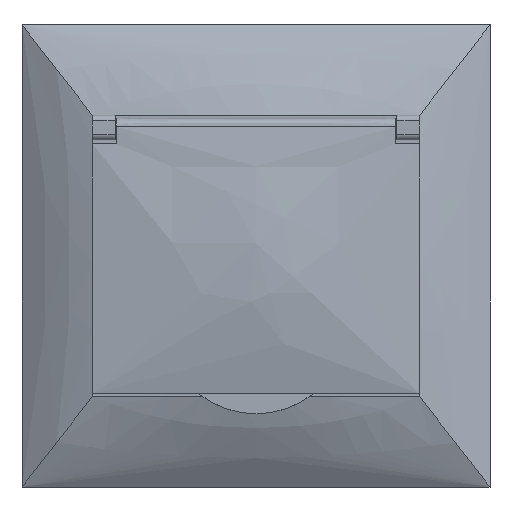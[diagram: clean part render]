
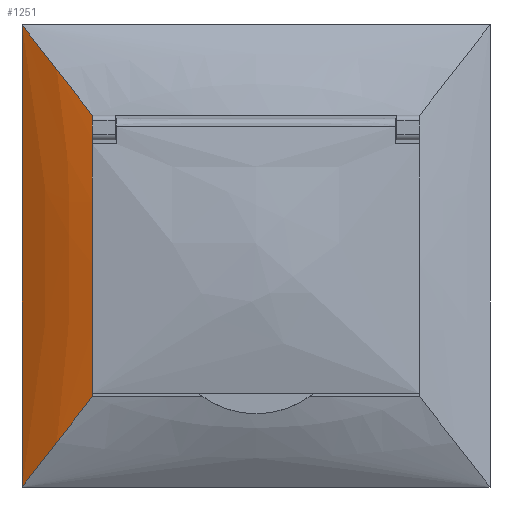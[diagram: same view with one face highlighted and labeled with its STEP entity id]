
A CAD part, top view. The second image highlights one B-rep face of the part: STEP entity #1251.
In plain terms, the highlighted free-form (B-spline) face has degree [3, 3] with [4, 4] control points.
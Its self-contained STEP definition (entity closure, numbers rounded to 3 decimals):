
#57 = CARTESIAN_POINT ( 'NONE',  ( -28.5, 5.303, 11.827 ) ) ;
#401 = CARTESIAN_POINT ( 'NONE',  ( -28.5, 20.2, 11.355 ) ) ;
#447 = B_SPLINE_CURVE_WITH_KNOTS ( 'NONE', 3,
 ( #9188, #3370, #478, #5536 ),
 .UNSPECIFIED., .F., .F.,
 ( 4, 4 ),
 ( 0.455, 1. ),
 .UNSPECIFIED. ) ;
#478 = CARTESIAN_POINT ( 'NONE',  ( -36.762, -35.122, 7.554 ) ) ;
#596 = VERTEX_POINT ( 'NONE', #696 ) ;
#681 = CARTESIAN_POINT ( 'NONE',  ( -17.939, 10.917, 14. ) ) ;
#696 = CARTESIAN_POINT ( 'NONE',  ( -28.5, -24.497, 11.171 ) ) ;
#802 = CARTESIAN_POINT ( 'NONE',  ( -28.5, -5.876, 11.821 ) ) ;
#823 = CARTESIAN_POINT ( 'NONE',  ( -40.75, 40.25, 5. ) ) ;
#905 = EDGE_CURVE ( 'NONE', #4477, #596, #1315, .T. ) ;
#1251 = ADVANCED_FACE ( 'NONE', ( #5315 ), #8093, .T. ) ;
#1275 = CARTESIAN_POINT ( 'NONE',  ( -40.75, -40.25, 5. ) ) ;
#1315 = B_SPLINE_CURVE_WITH_KNOTS ( 'NONE', 3,
 ( #8035, #2967, #4414, #57, #5117, #802, #5852, #1523, #6601, #2274 ),
 .UNSPECIFIED., .F., .F.,
 ( 4, 2, 2, 2, 4 ),
 ( 0.004, 0.015, 0.027, 0.038, 0.049 ),
 .UNSPECIFIED. ) ;
#1405 = CARTESIAN_POINT ( 'NONE',  ( -33.435, 30.843, 9.685 ) ) ;
#1523 = CARTESIAN_POINT ( 'NONE',  ( -28.5, -17.051, 11.49 ) ) ;
#2113 = CARTESIAN_POINT ( 'NONE',  ( -40.75, -40.25, 5. ) ) ;
#2274 = CARTESIAN_POINT ( 'NONE',  ( -28.5, -24.497, 11.171 ) ) ;
#2338 = CARTESIAN_POINT ( 'NONE',  ( -28.5, 24.497, 11.171 ) ) ;
#2846 = CARTESIAN_POINT ( 'NONE',  ( -28.48, -7.373, 12.713 ) ) ;
#2967 = CARTESIAN_POINT ( 'NONE',  ( -28.5, 16.477, 11.508 ) ) ;
#3040 = LINE ( 'NONE', #8715, #3251 ) ;
#3057 = ORIENTED_EDGE ( 'NONE', *, *, #905, .F. ) ;
#3246 = CARTESIAN_POINT ( 'NONE',  ( -28.5, 24.497, 11.171 ) ) ;
#3251 = VECTOR ( 'NONE', #6488, 1000. ) ;
#3288 = CARTESIAN_POINT ( 'NONE',  ( -28.5, 23.065, 11.234 ) ) ;
#3370 = CARTESIAN_POINT ( 'NONE',  ( -32.667, -29.856, 9.616 ) ) ;
#3424 = ORIENTED_EDGE ( 'NONE', *, *, #4609, .F. ) ;
#3561 = CARTESIAN_POINT ( 'NONE',  ( -40.75, -13.417, 5. ) ) ;
#3633 = B_SPLINE_CURVE_WITH_KNOTS ( 'NONE', 3,
 ( #3246, #7589, #3983, #9063 ),
 .UNSPECIFIED., .F., .F.,
 ( 4, 4 ),
 ( 0.455, 1. ),
 .UNSPECIFIED. ) ;
#3664 = VERTEX_POINT ( 'NONE', #2338 ) ;
#3666 = EDGE_LOOP ( 'NONE', ( #4223, #7836, #6249, #3424, #3057 ) ) ;
#3983 = CARTESIAN_POINT ( 'NONE',  ( -36.762, 35.122, 7.554 ) ) ;
#3998 = EDGE_CURVE ( 'NONE', #3664, #4477, #6241, .T. ) ;
#4223 = ORIENTED_EDGE ( 'NONE', *, *, #3998, .F. ) ;
#4298 = CARTESIAN_POINT ( 'NONE',  ( -28.48, 7.373, 12.713 ) ) ;
#4414 = CARTESIAN_POINT ( 'NONE',  ( -28.5, 12.753, 11.645 ) ) ;
#4477 = VERTEX_POINT ( 'NONE', #9072 ) ;
#4609 = EDGE_CURVE ( 'NONE', #596, #6632, #447, .T. ) ;
#4737 = CARTESIAN_POINT ( 'NONE',  ( -28.5, 21.632, 11.296 ) ) ;
#5002 = CARTESIAN_POINT ( 'NONE',  ( -40.75, 13.417, 5. ) ) ;
#5117 = CARTESIAN_POINT ( 'NONE',  ( -28.5, 1.576, 11.869 ) ) ;
#5315 = FACE_OUTER_BOUND ( 'NONE', #3666, .T. ) ;
#5536 = CARTESIAN_POINT ( 'NONE',  ( -40.75, -40.25, 5. ) ) ;
#5694 = CARTESIAN_POINT ( 'NONE',  ( -17.939, -10.917, 14. ) ) ;
#5735 = CARTESIAN_POINT ( 'NONE',  ( -25.76, 20.973, 12.713 ) ) ;
#5852 = CARTESIAN_POINT ( 'NONE',  ( -28.5, -9.602, 11.734 ) ) ;
#6221 = EDGE_CURVE ( 'NONE', #6904, #6632, #3040, .T. ) ;
#6241 = B_SPLINE_CURVE_WITH_KNOTS ( 'NONE', 3,
 ( #8389, #3288, #4737, #401 ),
 .UNSPECIFIED., .F., .F.,
 ( 4, 4 ),
 ( 0., 0.004 ),
 .UNSPECIFIED. ) ;
#6249 = ORIENTED_EDGE ( 'NONE', *, *, #6221, .T. ) ;
#6440 = CARTESIAN_POINT ( 'NONE',  ( -33.435, -30.843, 9.685 ) ) ;
#6475 = CARTESIAN_POINT ( 'NONE',  ( -40.75, 40.25, 5. ) ) ;
#6488 = DIRECTION ( 'NONE',  ( 0., -1., 0. ) ) ;
#6601 = CARTESIAN_POINT ( 'NONE',  ( -28.5, -20.774, 11.335 ) ) ;
#6632 = VERTEX_POINT ( 'NONE', #1275 ) ;
#6904 = VERTEX_POINT ( 'NONE', #823 ) ;
#7179 = CARTESIAN_POINT ( 'NONE',  ( -22.02, -4.212, 14. ) ) ;
#7589 = CARTESIAN_POINT ( 'NONE',  ( -32.667, 29.856, 9.616 ) ) ;
#7836 = ORIENTED_EDGE ( 'NONE', *, *, #8386, .T. ) ;
#7876 = CARTESIAN_POINT ( 'NONE',  ( -25.76, -20.973, 12.713 ) ) ;
#7915 = CARTESIAN_POINT ( 'NONE',  ( -34.795, -10.472, 9.685 ) ) ;
#8035 = CARTESIAN_POINT ( 'NONE',  ( -28.5, 20.2, 11.355 ) ) ;
#8093 = B_SPLINE_SURFACE_WITH_KNOTS ( 'NONE', 3, 3, ( 
 ( #5694, #7876, #6440, #2113 ),
 ( #7179, #2846, #7915, #3561 ),
 ( #8660, #4298, #9388, #5002 ),
 ( #681, #5735, #1405, #6475 ) ),
 .UNSPECIFIED., .F., .F., .F.,
 ( 4, 4 ),
 ( 4, 4 ),
 ( 0., 1. ),
 ( 0., 1. ),
 .UNSPECIFIED. ) ;
#8386 = EDGE_CURVE ( 'NONE', #3664, #6904, #3633, .T. ) ;
#8389 = CARTESIAN_POINT ( 'NONE',  ( -28.5, 24.497, 11.171 ) ) ;
#8660 = CARTESIAN_POINT ( 'NONE',  ( -22.02, 4.212, 14. ) ) ;
#8715 = CARTESIAN_POINT ( 'NONE',  ( -40.75, 40.25, 5. ) ) ;
#9063 = CARTESIAN_POINT ( 'NONE',  ( -40.75, 40.25, 5. ) ) ;
#9072 = CARTESIAN_POINT ( 'NONE',  ( -28.5, 20.2, 11.355 ) ) ;
#9188 = CARTESIAN_POINT ( 'NONE',  ( -28.5, -24.497, 11.171 ) ) ;
#9388 = CARTESIAN_POINT ( 'NONE',  ( -34.795, 10.472, 9.685 ) ) ;
